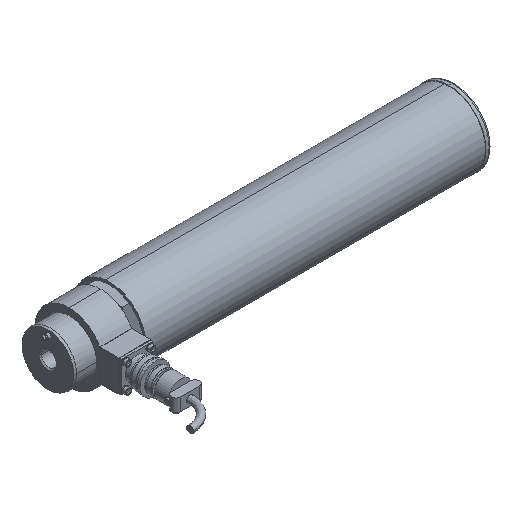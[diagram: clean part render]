
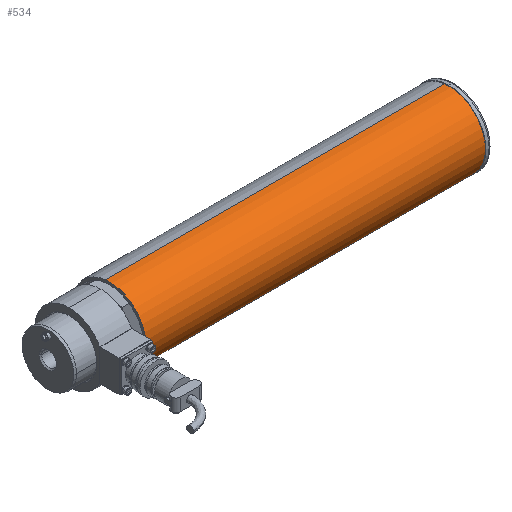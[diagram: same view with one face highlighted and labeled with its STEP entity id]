
A CAD part, isometric view. The second image highlights one B-rep face of the part: STEP entity #534.
In plain terms, the highlighted cylindrical face has radius 34.5 mm (diameter 69 mm), a partial arc.
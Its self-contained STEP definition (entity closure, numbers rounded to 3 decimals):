
#220 = DIRECTION ( 'NONE',  ( -1., 0., 0. ) ) ;
#534 = ADVANCED_FACE ( 'NONE', ( #8830 ), #10332, .T. ) ;
#751 = CARTESIAN_POINT ( 'NONE',  ( -17.724, 0., 0. ) ) ;
#1499 = VERTEX_POINT ( 'NONE', #12770 ) ;
#1912 = VERTEX_POINT ( 'NONE', #7400 ) ;
#2040 = CIRCLE ( 'NONE', #10182, 34.5 ) ;
#2066 = ORIENTED_EDGE ( 'NONE', *, *, #5500, .F. ) ;
#3542 = ORIENTED_EDGE ( 'NONE', *, *, #6305, .T. ) ;
#3859 = DIRECTION ( 'NONE',  ( 0., 0., 1. ) ) ;
#4086 = CARTESIAN_POINT ( 'NONE',  ( 320., 0., 0. ) ) ;
#4276 = DIRECTION ( 'NONE',  ( -1., 0., 0. ) ) ;
#4421 = CARTESIAN_POINT ( 'NONE',  ( 0., 0., -34.5 ) ) ;
#4563 = CARTESIAN_POINT ( 'NONE',  ( -17.724, 0., 34.5 ) ) ;
#5239 = EDGE_LOOP ( 'NONE', ( #14624, #3542, #13496, #2066 ) ) ;
#5500 = EDGE_CURVE ( 'NONE', #9673, #1499, #8893, .T. ) ;
#6305 = EDGE_CURVE ( 'NONE', #9214, #1912, #2040, .T. ) ;
#6309 = AXIS2_PLACEMENT_3D ( 'NONE', #751, #7931, #13015 ) ;
#6792 = CARTESIAN_POINT ( 'NONE',  ( -17.724, 0., -34.5 ) ) ;
#6881 = LINE ( 'NONE', #4563, #9365 ) ;
#7265 = CARTESIAN_POINT ( 'NONE',  ( 320., 0., -34.5 ) ) ;
#7327 = CARTESIAN_POINT ( 'NONE',  ( 0., 0., 0. ) ) ;
#7400 = CARTESIAN_POINT ( 'NONE',  ( 320., 0., 34.5 ) ) ;
#7931 = DIRECTION ( 'NONE',  ( -1., 0., 0. ) ) ;
#8520 = EDGE_CURVE ( 'NONE', #1912, #1499, #6881, .T. ) ;
#8830 = FACE_OUTER_BOUND ( 'NONE', #5239, .T. ) ;
#8893 = CIRCLE ( 'NONE', #9467, 34.5 ) ;
#9214 = VERTEX_POINT ( 'NONE', #7265 ) ;
#9365 = VECTOR ( 'NONE', #11750, 1000. ) ;
#9467 = AXIS2_PLACEMENT_3D ( 'NONE', #7327, #220, #3859 ) ;
#9673 = VERTEX_POINT ( 'NONE', #4421 ) ;
#9963 = LINE ( 'NONE', #6792, #15601 ) ;
#10182 = AXIS2_PLACEMENT_3D ( 'NONE', #4086, #11347, #12557 ) ;
#10332 = CYLINDRICAL_SURFACE ( 'NONE', #6309, 34.5 ) ;
#11347 = DIRECTION ( 'NONE',  ( -1., 0., 0. ) ) ;
#11750 = DIRECTION ( 'NONE',  ( -1., 0., 0. ) ) ;
#12557 = DIRECTION ( 'NONE',  ( 0., 0., 1. ) ) ;
#12770 = CARTESIAN_POINT ( 'NONE',  ( 0., 0., 34.5 ) ) ;
#13015 = DIRECTION ( 'NONE',  ( 0., 0., 1. ) ) ;
#13496 = ORIENTED_EDGE ( 'NONE', *, *, #8520, .T. ) ;
#14624 = ORIENTED_EDGE ( 'NONE', *, *, #14896, .F. ) ;
#14896 = EDGE_CURVE ( 'NONE', #9214, #9673, #9963, .T. ) ;
#15601 = VECTOR ( 'NONE', #4276, 1000. ) ;
